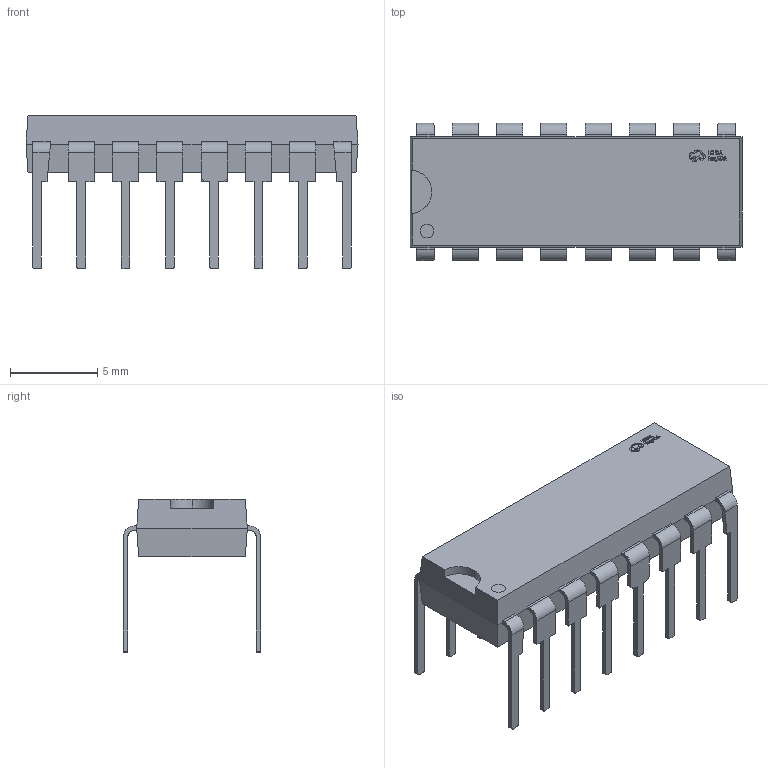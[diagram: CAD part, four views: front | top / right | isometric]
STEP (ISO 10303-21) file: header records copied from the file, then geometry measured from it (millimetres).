
FILE_DESCRIPTION (( 'STEP AP214' ), '1' );
FILE_NAME ('PDIP-16_L19.1-W6.4-P2.54-LS7.62-BL.step', '2022-06-21T14:20:47', ( '' ), ( '' ), 'SwSTEP 2.0', 'SolidWorks 2020', '' );
FILE_SCHEMA (( 'AUTOMOTIVE_DESIGN' ));
Length unit declared in the file: millimetre
Products named in the file (1): PDIP-16_L19.1-W6.4-P2.54-LS7.62-BL
Bounding box: 19.05 x 7.87 x 8.81 mm (x, y, z)
Volume: 412.5 mm3; surface area: 649.9 mm2
Topology: 1 solids, 1 shells, 537 faces, 1520 edges, 1012 vertices
Faces by surface type: plane 357, bspline 112, cylinder 68
Entity records: 24411 total; most frequent: CARTESIAN_POINT 5204, ORIENTED_EDGE 3040, DIRECTION 2270, EDGE_CURVE 1520, LINE 1146, VECTOR 1146, VERTEX_POINT 1012, EDGE_LOOP 564
